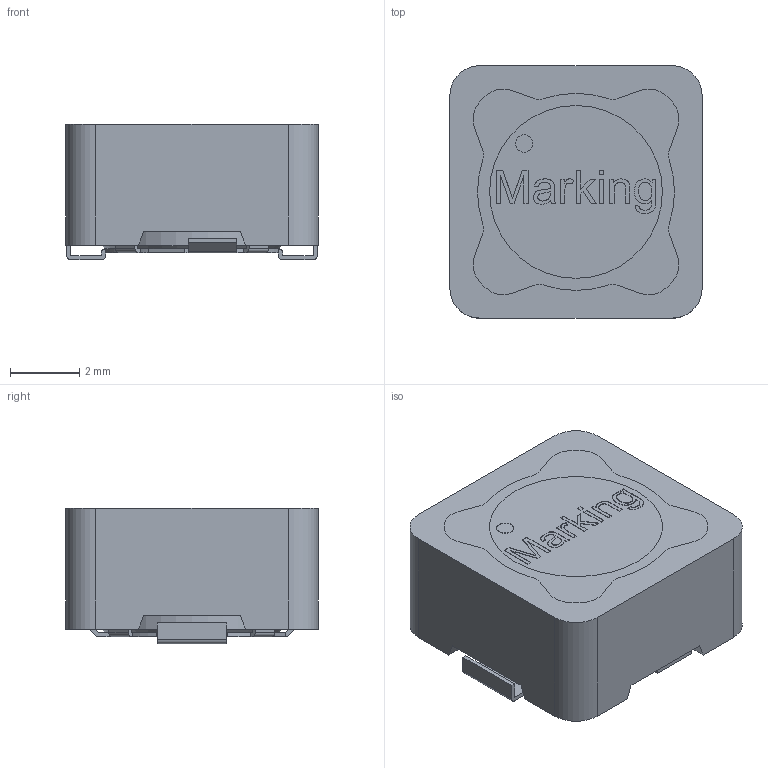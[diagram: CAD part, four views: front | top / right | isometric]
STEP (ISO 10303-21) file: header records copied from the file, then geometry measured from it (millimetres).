
FILE_DESCRIPTION(('FreeCAD Model'),'2;1');
FILE_NAME('Open CASCADE Shape Model','2025-11-14T09:07:33',(''),(''), 'Open CASCADE STEP processor 7.8','FreeCAD','Unknown');
FILE_SCHEMA(('AP242_MANAGED_MODEL_BASED_3D_ENGINEERING_MIM_LF. {1 0 10303 442 1 1 4 }'));
Length unit declared in the file: millimetre
Products named in the file (8): Assem1; Ring; Core; Base; Base001; Glue; Glue001; Glue002
Assembly tree (7 placements, depth 2):
  Assem1
    Ring
    Core
    Base
    Base001
    Glue
    Glue001
    Glue002
Bounding box: 7.3 x 7.3 x 3.92 mm (x, y, z)
Surface area: 769.6 mm2
Topology: 7 solids, 7 shells, 479 faces, 1310 edges, 860 vertices
Faces by surface type: plane 288, cylinder 118, cone 37, extrusion 32, bspline 4
Full cylindrical faces by diameter (mm): 0.5 x2, 2.8 x2, 5.3 x5
Entity records: 34963 total; most frequent: CARTESIAN_POINT 9733, DIRECTION 4302, ORIENTED_EDGE 2588, PCURVE 2588, DEFINITIONAL_REPRESENTATION 2588, VECTOR 2581, LINE 2549, EDGE_CURVE 1294
